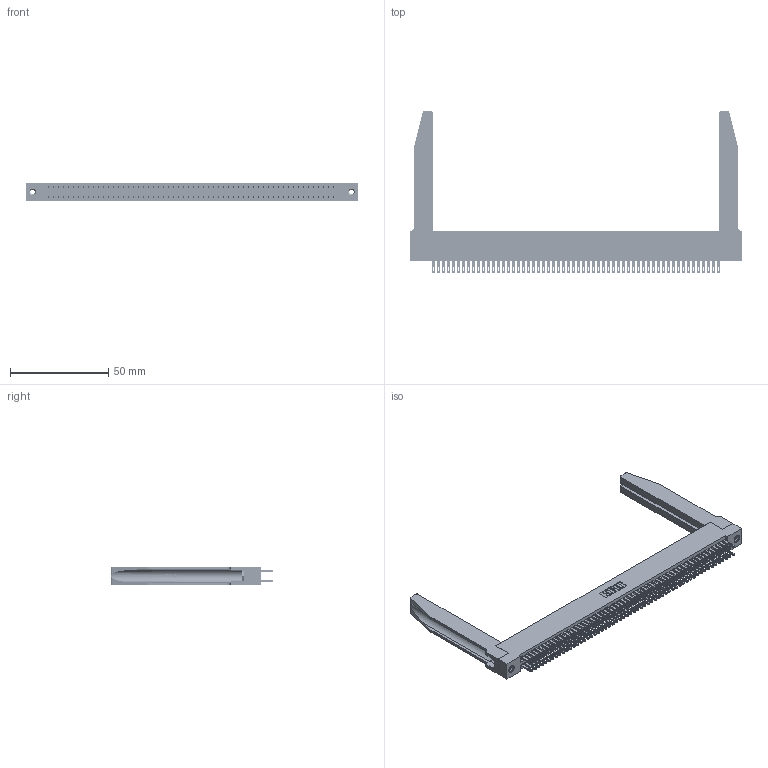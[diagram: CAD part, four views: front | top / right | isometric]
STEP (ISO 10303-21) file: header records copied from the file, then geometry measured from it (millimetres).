
FILE_DESCRIPTION (( 'STEP AP203' ), '1' );
FILE_NAME ('345-116-500-278.STEP', '2019-11-05T13:34:39', ( '' ), ( '' ), 'SwSTEP 2.0', 'SolidWorks 2016', '' );
FILE_SCHEMA (( 'CONFIG_CONTROL_DESIGN' ));
Length unit declared in the file: inch
Products named in the file (5): 345-292-001_345-293-100; 345-116-500-278; 345-220-078_345-220-078; 345 Part_Flush Mounting Lugs - 0.156 Dia-TH; 345-250-001_345-250-001-102
Assembly tree (121 placements, depth 2):
  345-116-500-278
    345 Part_Flush Mounting Lugs - 0.156 Dia-TH
    345-292-001_345-293-100  x116
    345-250-001_345-250-001-102  x2
    345-220-078_345-220-078  x2
Bounding box: 168.55 x 82.47 x 9.4 mm (x, y, z)
Volume: 24647 mm3; surface area: 33277.8 mm2
Topology: 121 solids, 121 shells, 5696 faces, 17305 edges, 11526 vertices
Faces by surface type: plane 3354, cylinder 2290, bspline 36, cone 12, torus 4
Entity records: 48024 total; most frequent: CARTESIAN_POINT 8951, ORIENTED_EDGE 7782, DIRECTION 6869, EDGE_CURVE 3891, VECTOR 3429, LINE 3429, VERTEX_POINT 2588, AXIS2_PLACEMENT_3D 1720
